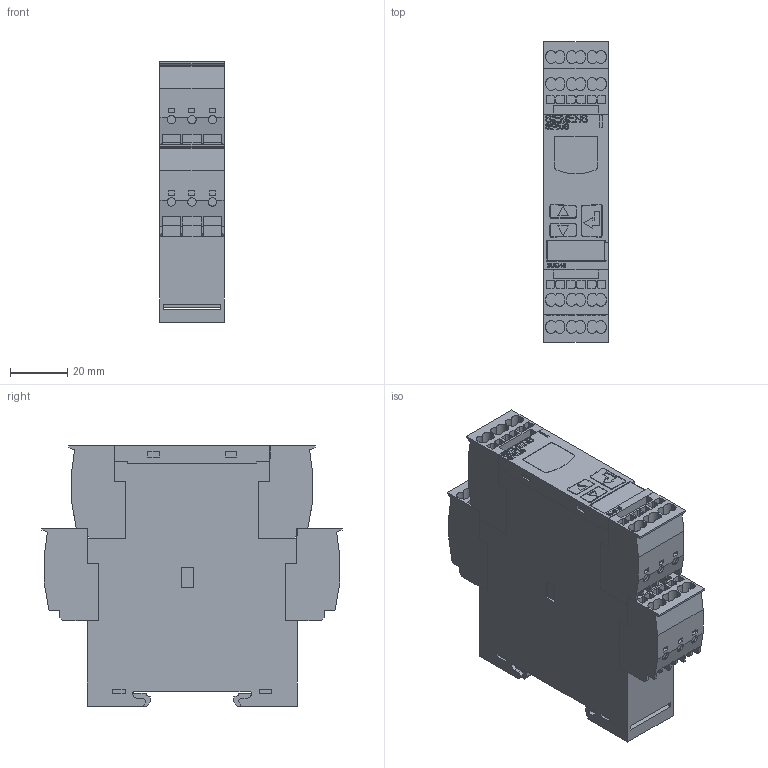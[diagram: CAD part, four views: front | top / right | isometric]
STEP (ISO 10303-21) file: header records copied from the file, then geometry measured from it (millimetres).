
FILE_DESCRIPTION(/* description */ (''),/* implementation_level */ '2;1');
FILE_NAME(/* name */ '3UG4_G_NSA0_XX_03501_S-AA_G_NSA0_XX_03501V_NX_RESULT.stp',/* time_stamp */ '2023-09-11T16:22:31+02:00',/* author */ (''),/* organization */ (''),/* preprocessor_version */ 'ST-DEVELOPER v18.102',/* originating_system */ 'SIEMENS PLM Software NX 2023',/* authorisation */ '');
FILE_SCHEMA (('AUTOMOTIVE_DESIGN { 1 0 10303 214 3 1 1 1 }'));
Products named in the file (1): 3UG4_G_NSA0_XX_03501_S-AA_G_NSA0_XX_03501V_stp
Bounding box: 22.5 x 104.99 x 91 mm (x, y, z)
Volume: 162143.9 mm3; surface area: 44286.7 mm2
Topology: 6 solids, 6 shells, 1238 faces, 3406 edges, 2270 vertices
Faces by surface type: plane 862, cylinder 304, bspline 72
Entity records: 53492 total; most frequent: CARTESIAN_POINT 14418, ORIENTED_EDGE 6812, DIRECTION 5465, EDGE_CURVE 3406, LINE 2423, VECTOR 2423, VERTEX_POINT 2270, AXIS2_PLACEMENT_3D 1521
